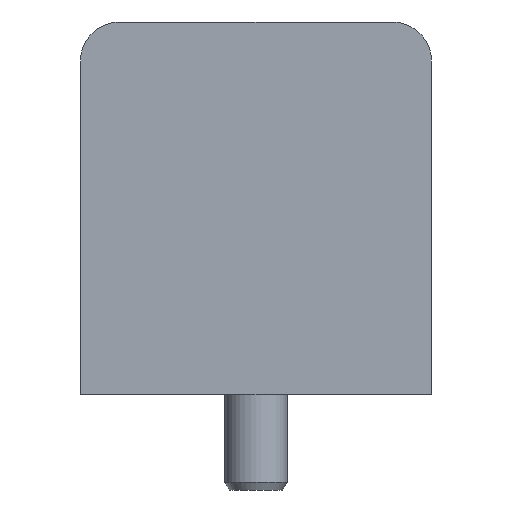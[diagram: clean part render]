
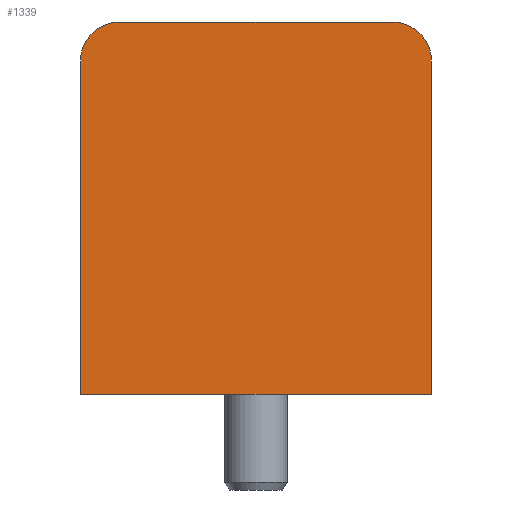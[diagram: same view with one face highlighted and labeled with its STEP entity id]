
A CAD part, left-side view. The second image highlights one B-rep face of the part: STEP entity #1339.
In plain terms, the highlighted planar face has unit normal (-1, 0, 0).
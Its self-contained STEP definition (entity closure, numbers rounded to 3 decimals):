
#1339 = ADVANCED_FACE ( 'NONE', ( #13324 ), #15645, .T. ) ;
#2106 = LINE ( 'NONE', #13323, #30360 ) ;
#3092 = DIRECTION ( 'NONE',  ( 0., 1., 0. ) ) ;
#3170 = CARTESIAN_POINT ( 'NONE',  ( -5.8, -22.5, 17.5 ) ) ;
#3495 = CARTESIAN_POINT ( 'NONE',  ( -5.8, 0., 0. ) ) ;
#3974 = CARTESIAN_POINT ( 'NONE',  ( -5.8, -22.5, -25.213 ) ) ;
#4159 = CARTESIAN_POINT ( 'NONE',  ( -5.8, 22.5, 17.5 ) ) ;
#4752 = DIRECTION ( 'NONE',  ( -1., 0., 0. ) ) ;
#5346 = CARTESIAN_POINT ( 'NONE',  ( -5.8, 22.5, -25.213 ) ) ;
#5479 = LINE ( 'NONE', #6066, #15974 ) ;
#6066 = CARTESIAN_POINT ( 'NONE',  ( -5.8, -22.5, -22.5 ) ) ;
#6582 = VERTEX_POINT ( 'NONE', #11114 ) ;
#6947 = ORIENTED_EDGE ( 'NONE', *, *, #26885, .T. ) ;
#7938 = LINE ( 'NONE', #20243, #27287 ) ;
#8239 = AXIS2_PLACEMENT_3D ( 'NONE', #28963, #26689, #21718 ) ;
#8824 = EDGE_CURVE ( 'NONE', #21591, #17680, #9903, .T. ) ;
#9903 = LINE ( 'NONE', #24965, #21116 ) ;
#10900 = ORIENTED_EDGE ( 'NONE', *, *, #14717, .F. ) ;
#11114 = CARTESIAN_POINT ( 'NONE',  ( -5.8, -17.5, 22.5 ) ) ;
#11386 = DIRECTION ( 'NONE',  ( 0., 0., -1. ) ) ;
#13103 = DIRECTION ( 'NONE',  ( 0., -1., 0. ) ) ;
#13323 = CARTESIAN_POINT ( 'NONE',  ( -5.8, -22.5, 22.5 ) ) ;
#13324 = FACE_OUTER_BOUND ( 'NONE', #26255, .T. ) ;
#14717 = EDGE_CURVE ( 'NONE', #17680, #27738, #7938, .T. ) ;
#14924 = ORIENTED_EDGE ( 'NONE', *, *, #17398, .F. ) ;
#15476 = EDGE_CURVE ( 'NONE', #30740, #6582, #2106, .T. ) ;
#15645 = PLANE ( 'NONE',  #26809 ) ;
#15974 = VECTOR ( 'NONE', #11386, 1000. ) ;
#16964 = VERTEX_POINT ( 'NONE', #3170 ) ;
#17398 = EDGE_CURVE ( 'NONE', #16964, #21591, #5479, .T. ) ;
#17680 = VERTEX_POINT ( 'NONE', #5346 ) ;
#18571 = DIRECTION ( 'NONE',  ( 0., 0., 1. ) ) ;
#19152 = CIRCLE ( 'NONE', #19513, 5. ) ;
#19358 = ORIENTED_EDGE ( 'NONE', *, *, #22282, .T. ) ;
#19373 = DIRECTION ( 'NONE',  ( 0., 0., 1. ) ) ;
#19513 = AXIS2_PLACEMENT_3D ( 'NONE', #19583, #4752, #19373 ) ;
#19583 = CARTESIAN_POINT ( 'NONE',  ( -5.8, 17.5, 17.5 ) ) ;
#20243 = CARTESIAN_POINT ( 'NONE',  ( -5.8, 22.5, 22.5 ) ) ;
#20905 = CARTESIAN_POINT ( 'NONE',  ( -5.8, 17.5, 22.5 ) ) ;
#21003 = DIRECTION ( 'NONE',  ( 0., 0., 1. ) ) ;
#21112 = CIRCLE ( 'NONE', #8239, 5. ) ;
#21116 = VECTOR ( 'NONE', #3092, 1000. ) ;
#21591 = VERTEX_POINT ( 'NONE', #3974 ) ;
#21718 = DIRECTION ( 'NONE',  ( 0., 0., 1. ) ) ;
#22282 = EDGE_CURVE ( 'NONE', #16964, #6582, #21112, .T. ) ;
#24965 = CARTESIAN_POINT ( 'NONE',  ( -5.8, -22.5, -25.213 ) ) ;
#25016 = ORIENTED_EDGE ( 'NONE', *, *, #15476, .F. ) ;
#26028 = DIRECTION ( 'NONE',  ( -1., 0., 0. ) ) ;
#26255 = EDGE_LOOP ( 'NONE', ( #28911, #14924, #19358, #25016, #6947, #10900 ) ) ;
#26689 = DIRECTION ( 'NONE',  ( -1., 0., 0. ) ) ;
#26809 = AXIS2_PLACEMENT_3D ( 'NONE', #3495, #26028, #18571 ) ;
#26885 = EDGE_CURVE ( 'NONE', #30740, #27738, #19152, .T. ) ;
#27287 = VECTOR ( 'NONE', #21003, 1000. ) ;
#27738 = VERTEX_POINT ( 'NONE', #4159 ) ;
#28911 = ORIENTED_EDGE ( 'NONE', *, *, #8824, .F. ) ;
#28963 = CARTESIAN_POINT ( 'NONE',  ( -5.8, -17.5, 17.5 ) ) ;
#30360 = VECTOR ( 'NONE', #13103, 1000. ) ;
#30740 = VERTEX_POINT ( 'NONE', #20905 ) ;
